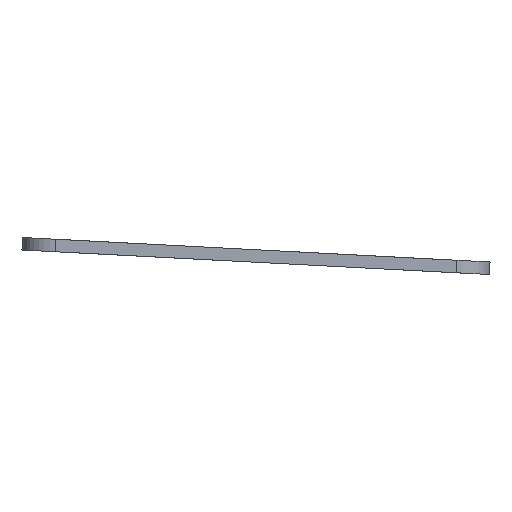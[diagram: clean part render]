
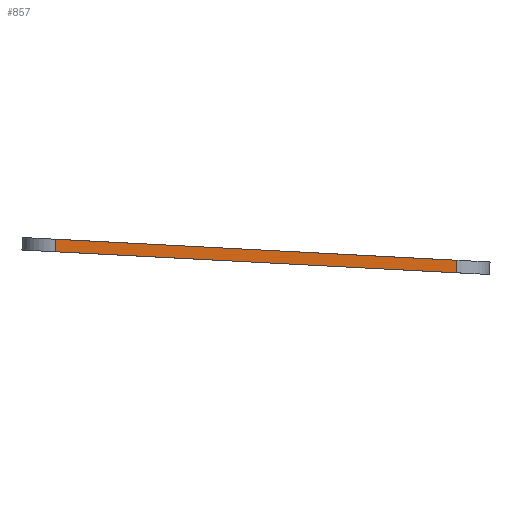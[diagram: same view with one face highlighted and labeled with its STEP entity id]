
A CAD part, left-side view. The second image highlights one B-rep face of the part: STEP entity #857.
In plain terms, the highlighted planar face has unit normal (-1, 0, 0).
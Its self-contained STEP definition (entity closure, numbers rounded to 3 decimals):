
#52=PLANE('',#964);
#93=FACE_OUTER_BOUND('',#148,.T.);
#148=EDGE_LOOP('',(#735,#736,#737,#738));
#185=LINE('',#1294,#253);
#227=LINE('',#1455,#295);
#229=LINE('',#1459,#297);
#230=LINE('',#1460,#298);
#253=VECTOR('',#1029,10.);
#295=VECTOR('',#1207,10.);
#297=VECTOR('',#1211,10.);
#298=VECTOR('',#1212,10.);
#380=VERTEX_POINT('',#1291);
#381=VERTEX_POINT('',#1293);
#432=VERTEX_POINT('',#1453);
#433=VERTEX_POINT('',#1458);
#464=EDGE_CURVE('',#381,#380,#185,.T.);
#546=EDGE_CURVE('',#432,#380,#227,.T.);
#548=EDGE_CURVE('',#433,#432,#229,.T.);
#549=EDGE_CURVE('',#381,#433,#230,.T.);
#735=ORIENTED_EDGE('',*,*,#546,.F.);
#736=ORIENTED_EDGE('',*,*,#548,.F.);
#737=ORIENTED_EDGE('',*,*,#549,.F.);
#738=ORIENTED_EDGE('',*,*,#464,.T.);
#857=ADVANCED_FACE('',(#93),#52,.T.);
#964=AXIS2_PLACEMENT_3D('',#1457,#1209,#1210);
#1029=DIRECTION('',(0.,-0.999,-0.052));
#1207=DIRECTION('',(0.,0.052,-0.999));
#1209=DIRECTION('center_axis',(-1.,0.,0.));
#1210=DIRECTION('ref_axis',(0.,-0.999,-0.052));
#1211=DIRECTION('',(0.,-0.999,-0.052));
#1212=DIRECTION('',(0.,-0.052,0.999));
#1291=CARTESIAN_POINT('',(-160.909,-49.711,18.711));
#1293=CARTESIAN_POINT('',(-160.909,46.457,23.751));
#1294=CARTESIAN_POINT('',(-160.909,26.409,22.7));
#1453=CARTESIAN_POINT('',(-160.909,-49.868,21.707));
#1455=CARTESIAN_POINT('',(-160.909,-49.544,15.516));
#1457=CARTESIAN_POINT('Origin',(-160.909,54.613,20.974));
#1458=CARTESIAN_POINT('',(-160.909,46.3,26.747));
#1459=CARTESIAN_POINT('',(-160.909,-57.857,21.288));
#1460=CARTESIAN_POINT('',(-160.909,46.624,20.555));
